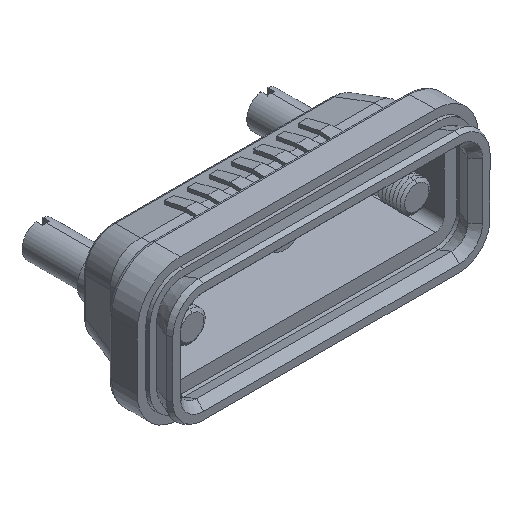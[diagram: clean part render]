
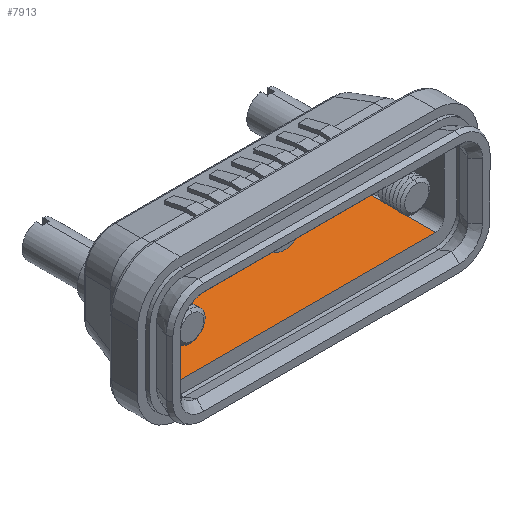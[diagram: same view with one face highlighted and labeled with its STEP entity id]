
A CAD part, isometric view. The second image highlights one B-rep face of the part: STEP entity #7913.
In plain terms, the highlighted planar face has unit normal (0, 0, 1).
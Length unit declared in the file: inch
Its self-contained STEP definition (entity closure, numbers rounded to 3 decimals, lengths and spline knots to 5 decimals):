
#1693 = CARTESIAN_POINT ( 'NONE',  ( -0.745, 0., -0.211 ) ) ;
#1694 = DIRECTION ( 'NONE',  ( 1., 0., 0. ) ) ;
#1695 = VECTOR ( 'NONE', #1694, 39.37008 ) ;
#1696 = CARTESIAN_POINT ( 'NONE',  ( 0.745, 0., -0.211 ) ) ;
#1697 = LINE ( 'NONE', #1696, #1695 ) ;
#1698 = CARTESIAN_POINT ( 'NONE',  ( 0.745, 0., -0.211 ) ) ;
#1777 = FACE_OUTER_BOUND ( 'NONE', #7914, .T. ) ;
#1778 = DIRECTION ( 'NONE',  ( 0., -1., 0. ) ) ;
#1779 = VECTOR ( 'NONE', #1778, 39.37008 ) ;
#1780 = CARTESIAN_POINT ( 'NONE',  ( 0.745, 0.41, -0.211 ) ) ;
#1781 = LINE ( 'NONE', #1780, #1779 ) ;
#1798 = DIRECTION ( 'NONE',  ( 0., -1., 0. ) ) ;
#1799 = VECTOR ( 'NONE', #1798, 39.37008 ) ;
#1800 = CARTESIAN_POINT ( 'NONE',  ( -0.745, 0.41, -0.211 ) ) ;
#1862 = DIRECTION ( 'NONE',  ( -1., 0., 0. ) ) ;
#1863 = DIRECTION ( 'NONE',  ( 0., 0., -1. ) ) ;
#1864 = CARTESIAN_POINT ( 'NONE',  ( 0.745, 0.41, -0.211 ) ) ;
#1865 = AXIS2_PLACEMENT_3D ( 'NONE', #1864, #1863, #1862 ) ;
#1866 = LINE ( 'NONE', #1800, #1799 ) ;
#1867 = PLANE ( 'NONE',  #1865 ) ;
#6860 = EDGE_CURVE ( 'NONE', #7290, #6861, #10646, .T. ) ;
#6861 = VERTEX_POINT ( 'NONE', #10642 ) ;
#7290 = VERTEX_POINT ( 'NONE', #11266 ) ;
#7886 = VERTEX_POINT ( 'NONE', #1698 ) ;
#7888 = EDGE_CURVE ( 'NONE', #7890, #7886, #1697, .T. ) ;
#7890 = VERTEX_POINT ( 'NONE', #1693 ) ;
#7912 = EDGE_CURVE ( 'NONE', #6861, #7886, #1781, .T. ) ;
#7913 = ADVANCED_FACE ( 'NONE', ( #1777 ), #1867, .F. ) ;
#7914 = EDGE_LOOP ( 'NONE', ( #7915, #7916, #7917, #7918 ) ) ;
#7915 = ORIENTED_EDGE ( 'NONE', *, *, #7888, .T. ) ;
#7916 = ORIENTED_EDGE ( 'NONE', *, *, #7912, .F. ) ;
#7917 = ORIENTED_EDGE ( 'NONE', *, *, #6860, .F. ) ;
#7918 = ORIENTED_EDGE ( 'NONE', *, *, #7919, .T. ) ;
#7919 = EDGE_CURVE ( 'NONE', #7290, #7890, #1866, .T. ) ;
#10642 = CARTESIAN_POINT ( 'NONE',  ( 0.745, 0.41, -0.211 ) ) ;
#10643 = DIRECTION ( 'NONE',  ( 1., 0., 0. ) ) ;
#10644 = VECTOR ( 'NONE', #10643, 39.37008 ) ;
#10645 = CARTESIAN_POINT ( 'NONE',  ( 0.745, 0.41, -0.211 ) ) ;
#10646 = LINE ( 'NONE', #10645, #10644 ) ;
#11266 = CARTESIAN_POINT ( 'NONE',  ( -0.745, 0.41, -0.211 ) ) ;
